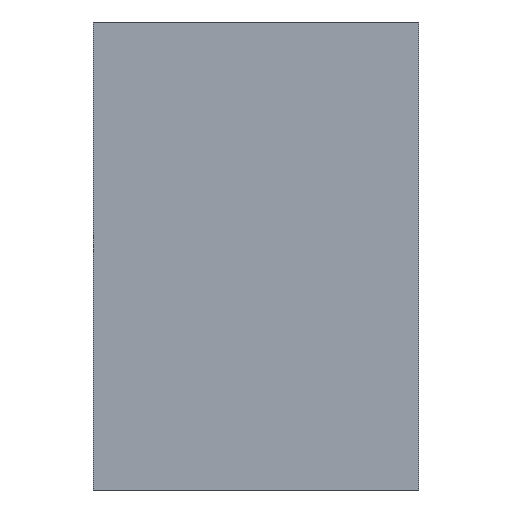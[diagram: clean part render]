
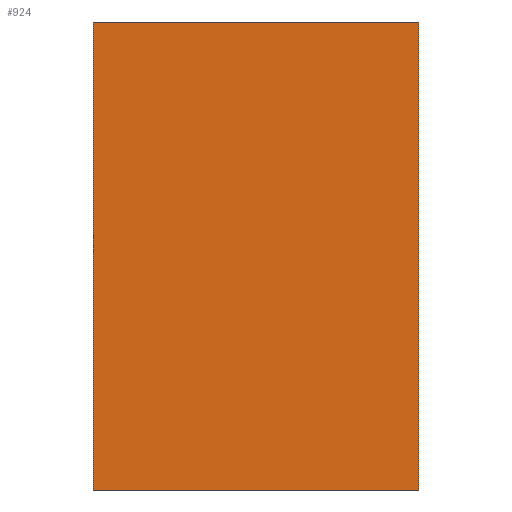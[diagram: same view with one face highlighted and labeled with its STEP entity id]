
A CAD part, front view. The second image highlights one B-rep face of the part: STEP entity #924.
In plain terms, the highlighted planar face has unit normal (0, -1, 0).
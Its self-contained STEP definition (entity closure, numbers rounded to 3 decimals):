
#174=FACE_OUTER_BOUND('',#256,.T.);
#256=EDGE_LOOP('',(#845,#846,#847,#848));
#314=LINE('',#1473,#394);
#332=LINE('',#1533,#412);
#334=LINE('',#1537,#414);
#336=LINE('',#1540,#416);
#394=VECTOR('',#1208,10.);
#412=VECTOR('',#1278,10.);
#414=VECTOR('',#1282,10.);
#416=VECTOR('',#1286,10.);
#476=VERTEX_POINT('',#1471);
#477=VERTEX_POINT('',#1472);
#493=VERTEX_POINT('',#1532);
#494=VERTEX_POINT('',#1536);
#580=EDGE_CURVE('',#476,#477,#314,.T.);
#608=EDGE_CURVE('',#477,#493,#332,.T.);
#610=EDGE_CURVE('',#494,#476,#334,.T.);
#612=EDGE_CURVE('',#493,#494,#336,.T.);
#845=ORIENTED_EDGE('',*,*,#612,.F.);
#846=ORIENTED_EDGE('',*,*,#608,.F.);
#847=ORIENTED_EDGE('',*,*,#580,.F.);
#848=ORIENTED_EDGE('',*,*,#610,.F.);
#876=PLANE('',#1030);
#924=ADVANCED_FACE('',(#174),#876,.F.);
#1030=AXIS2_PLACEMENT_3D('',#1541,#1287,#1288);
#1208=DIRECTION('',(1.,0.,0.));
#1278=DIRECTION('',(0.,0.,-1.));
#1282=DIRECTION('',(0.,0.,1.));
#1286=DIRECTION('',(-1.,0.,0.));
#1287=DIRECTION('center_axis',(0.,1.,0.));
#1288=DIRECTION('ref_axis',(0.,0.,1.));
#1471=CARTESIAN_POINT('',(-34.1,0.,49.));
#1472=CARTESIAN_POINT('',(34.1,0.,49.));
#1473=CARTESIAN_POINT('',(-34.1,0.,49.));
#1532=CARTESIAN_POINT('',(34.1,0.,-49.));
#1533=CARTESIAN_POINT('',(34.1,0.,49.));
#1536=CARTESIAN_POINT('',(-34.1,0.,-49.));
#1537=CARTESIAN_POINT('',(-34.1,0.,-49.));
#1540=CARTESIAN_POINT('',(34.1,0.,-49.));
#1541=CARTESIAN_POINT('Origin',(0.,0.,0.));
